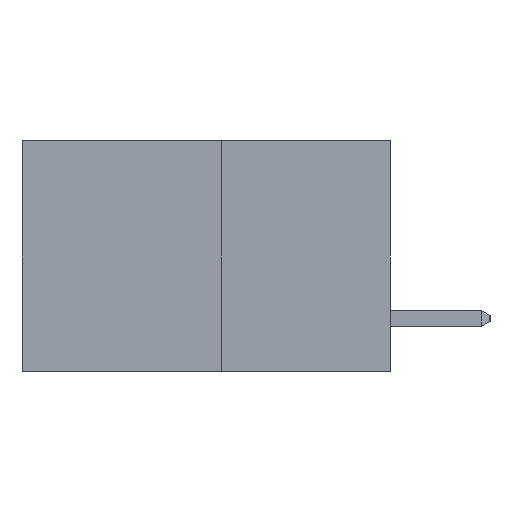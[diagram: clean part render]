
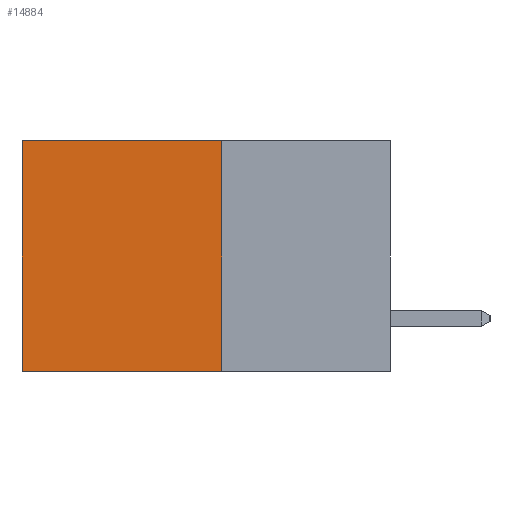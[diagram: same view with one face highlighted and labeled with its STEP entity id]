
A CAD part, left-side view. The second image highlights one B-rep face of the part: STEP entity #14884.
In plain terms, the highlighted planar face has unit normal (-1, 0, 0).
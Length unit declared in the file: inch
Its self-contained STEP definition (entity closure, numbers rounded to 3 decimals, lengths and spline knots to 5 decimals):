
#2840 = CARTESIAN_POINT ( 'NONE',  ( 0.277, 0.59, -0.37 ) ) ;
#3202 = VERTEX_POINT ( 'NONE', #23100 ) ;
#3621 = CARTESIAN_POINT ( 'NONE',  ( 0.277, 0.59, -0.37 ) ) ;
#3729 = CARTESIAN_POINT ( 'NONE',  ( 0.277, 0.27, -0.37 ) ) ;
#3770 = EDGE_CURVE ( 'NONE', #3202, #23492, #7364, .T. ) ;
#4750 = ORIENTED_EDGE ( 'NONE', *, *, #11386, .F. ) ;
#5565 = DIRECTION ( 'NONE',  ( 0., 0., -1. ) ) ;
#5677 = ORIENTED_EDGE ( 'NONE', *, *, #17343, .T. ) ;
#7364 = LINE ( 'NONE', #2840, #25173 ) ;
#8152 = PLANE ( 'NONE',  #18573 ) ;
#10557 = DIRECTION ( 'NONE',  ( 1., 0., 0. ) ) ;
#10749 = CARTESIAN_POINT ( 'NONE',  ( 0.277, 0.27, 0. ) ) ;
#10796 = CARTESIAN_POINT ( 'NONE',  ( 0.277, 0.27, -0.37 ) ) ;
#11386 = EDGE_CURVE ( 'NONE', #16526, #14974, #25328, .T. ) ;
#12050 = FACE_OUTER_BOUND ( 'NONE', #14058, .T. ) ;
#13145 = DIRECTION ( 'NONE',  ( 0., 1., 0. ) ) ;
#14058 = EDGE_LOOP ( 'NONE', ( #22791, #16681, #4750, #5677 ) ) ;
#14884 = ADVANCED_FACE ( 'NONE', ( #12050 ), #8152, .F. ) ;
#14974 = VERTEX_POINT ( 'NONE', #3729 ) ;
#16526 = VERTEX_POINT ( 'NONE', #28816 ) ;
#16681 = ORIENTED_EDGE ( 'NONE', *, *, #27542, .F. ) ;
#16760 = VECTOR ( 'NONE', #29323, 39.37008 ) ;
#17296 = VECTOR ( 'NONE', #13145, 39.37008 ) ;
#17343 = EDGE_CURVE ( 'NONE', #16526, #3202, #18732, .T. ) ;
#17470 = LINE ( 'NONE', #10796, #16760 ) ;
#18573 = AXIS2_PLACEMENT_3D ( 'NONE', #24386, #10557, #26725 ) ;
#18732 = LINE ( 'NONE', #10749, #17296 ) ;
#19207 = VECTOR ( 'NONE', #24608, 39.37008 ) ;
#22273 = CARTESIAN_POINT ( 'NONE',  ( 0.277, 0.27, -0.37 ) ) ;
#22791 = ORIENTED_EDGE ( 'NONE', *, *, #3770, .T. ) ;
#23100 = CARTESIAN_POINT ( 'NONE',  ( 0.277, 0.59, 0. ) ) ;
#23492 = VERTEX_POINT ( 'NONE', #3621 ) ;
#24386 = CARTESIAN_POINT ( 'NONE',  ( 0.277, 0.27, -0.37 ) ) ;
#24608 = DIRECTION ( 'NONE',  ( 0., 0., -1. ) ) ;
#25173 = VECTOR ( 'NONE', #5565, 39.37008 ) ;
#25328 = LINE ( 'NONE', #22273, #19207 ) ;
#26725 = DIRECTION ( 'NONE',  ( 0., 0., -1. ) ) ;
#27542 = EDGE_CURVE ( 'NONE', #14974, #23492, #17470, .T. ) ;
#28816 = CARTESIAN_POINT ( 'NONE',  ( 0.277, 0.27, 0. ) ) ;
#29323 = DIRECTION ( 'NONE',  ( 0., 1., 0. ) ) ;
